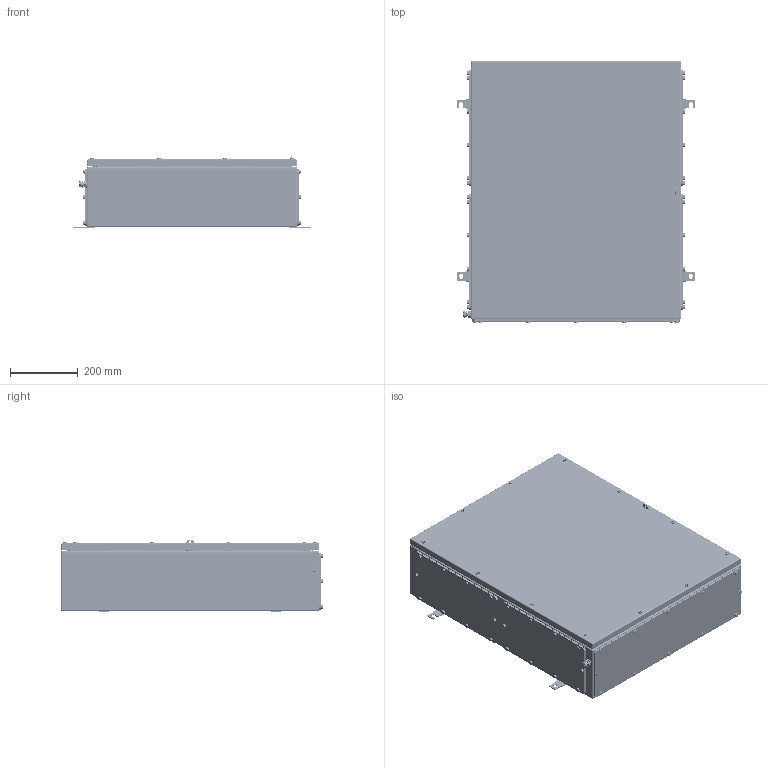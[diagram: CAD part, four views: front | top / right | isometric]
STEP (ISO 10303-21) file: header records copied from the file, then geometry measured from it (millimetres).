
FILE_DESCRIPTION(('CATIA V5 STEP Exchange','CAx-IF Rec.Pracs.--- Model Styling and Organization---1.4--- 2014-01-23'),'2;1');
FILE_NAME ('1523486-3_2_8000108873_8000108873 KTB MH 766220 S4E3.stp','2024-01-22T07:34:04+00:00',('none'),('Weidmueller'),'CATIA Version 5-6 Release 2016 SP3 HF44','CATIA V5 STEP AP214','none');
FILE_SCHEMA(('AUTOMOTIVE_DESIGN { 1 0 10303 214 1 1 1 1 }'));
Products named in the file (1): 8000108873 KTB MH 766220 S4E3
Bounding box: 701 x 773 x 215 mm (x, y, z)
Volume: 3596900.2 mm3; surface area: 3876825.1 mm2
Topology: 133 solids, 145 shells, 4271 faces, 10676 edges, 6885 vertices
Faces by surface type: plane 1964, cylinder 1813, cone 354, bspline 112, torus 20, sphere 8
Entity records: 149066 total; most frequent: CARTESIAN_POINT 46529, ORIENTED_EDGE 21036, DIRECTION 17164, EDGE_CURVE 10518, AXIS2_PLACEMENT_3D 7031, VERTEX_POINT 6885, VECTOR 6010, LINE 6010
